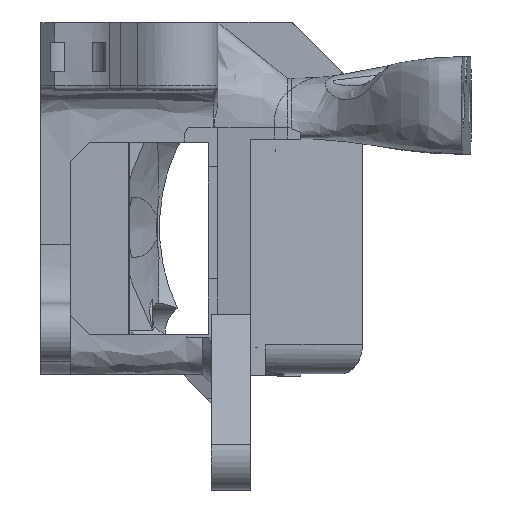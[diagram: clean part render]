
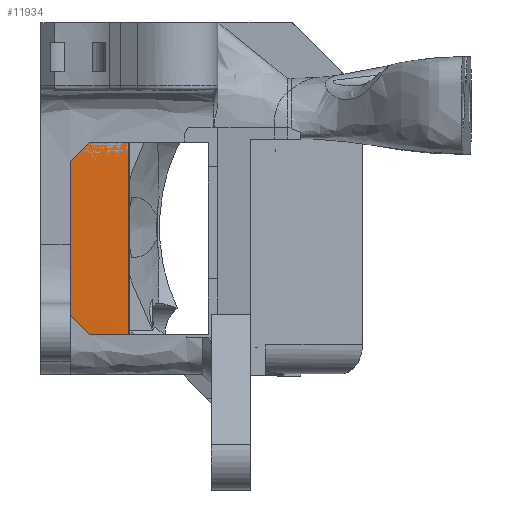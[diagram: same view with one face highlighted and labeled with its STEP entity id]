
A CAD part, left-side view. The second image highlights one B-rep face of the part: STEP entity #11934.
In plain terms, the highlighted free-form (B-spline) face has degree [3, 1] with [13, 2] control points.
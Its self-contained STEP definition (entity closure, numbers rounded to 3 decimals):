
#369=B_SPLINE_SURFACE_WITH_KNOTS('',3,1,((#31156,#31157),(#31158,#31159),
(#31160,#31161),(#31162,#31163),(#31164,#31165),(#31166,#31167),(#31168,
#31169),(#31170,#31171),(#31172,#31173),(#31174,#31175),(#31176,#31177),
(#31178,#31179),(#31180,#31181)),.UNSPECIFIED.,.F.,.F.,.F.,(4,3,3,3,4),
(2,2),(0.05,0.833,1.138,2.226,
3.142),(0.,0.6),.UNSPECIFIED.);
#993=B_SPLINE_CURVE_WITH_KNOTS('',3,(#30500,#30501,#30502,#30503,#30504,
#30505,#30506,#30507,#30508,#30509,#30510,#30511,#30512,#30513,#30514,#30515,
#30516,#30517,#30518,#30519,#30520,#30521,#30522,#30523,#30524,#30525,#30526,
#30527,#30528,#30529,#30530,#30531,#30532,#30533,#30534,#30535,#30536),
 .UNSPECIFIED.,.F.,.F.,(4,3,3,3,3,3,3,3,3,3,3,3,4),(-3.142,-2.975,
-2.817,-2.669,-2.529,-2.394,
-2.266,-2.226,-1.138,-1.07,
-1.038,-1.035,-0.05),.UNSPECIFIED.);
#1031=B_SPLINE_CURVE_WITH_KNOTS('',3,(#31185,#31186,#31187,#31188,#31189,
#31190,#31191,#31192,#31193,#31194,#31195,#31196,#31197,#31198,#31199,#31200,
#31201,#31202,#31203,#31204,#31205,#31206,#31207,#31208,#31209,#31210,#31211,
#31212,#31213,#31214,#31215,#31216,#31217,#31218),.UNSPECIFIED.,.F.,.F.,
(4,3,3,3,3,3,3,3,3,3,3,4),(0.05,0.594,0.798,
0.82,0.828,0.836,1.01,
1.086,1.122,1.139,2.226,3.142),
 .UNSPECIFIED.);
#1956=FACE_OUTER_BOUND('',#2642,.T.);
#2642=EDGE_LOOP('',(#10403,#10404,#10405,#10406));
#3395=LINE('',#31183,#4135);
#3396=LINE('',#31219,#4136);
#4135=VECTOR('',#14727,10.);
#4136=VECTOR('',#14728,10.);
#5500=VERTEX_POINT('',#30492);
#5501=VERTEX_POINT('',#30499);
#5588=VERTEX_POINT('',#31182);
#5589=VERTEX_POINT('',#31184);
#7173=EDGE_CURVE('',#5500,#5501,#993,.T.);
#7298=EDGE_CURVE('',#5500,#5588,#3395,.T.);
#7299=EDGE_CURVE('',#5589,#5588,#1031,.T.);
#7300=EDGE_CURVE('',#5501,#5589,#3396,.T.);
#10403=ORIENTED_EDGE('',*,*,#7173,.F.);
#10404=ORIENTED_EDGE('',*,*,#7298,.T.);
#10405=ORIENTED_EDGE('',*,*,#7299,.F.);
#10406=ORIENTED_EDGE('',*,*,#7300,.F.);
#11934=ADVANCED_FACE('',(#1956),#369,.T.);
#14727=DIRECTION('',(0.,-1.,0.));
#14728=DIRECTION('',(0.,-1.,0.));
#30492=CARTESIAN_POINT('',(138.075,146.15,90.103));
#30499=CARTESIAN_POINT('',(137.92,146.15,109.853));
#30500=CARTESIAN_POINT('Ctrl Pts',(138.075,146.15,90.103));
#30501=CARTESIAN_POINT('Ctrl Pts',(138.072,146.15,90.201));
#30502=CARTESIAN_POINT('Ctrl Pts',(138.069,146.15,90.302));
#30503=CARTESIAN_POINT('Ctrl Pts',(138.066,146.15,90.408));
#30504=CARTESIAN_POINT('Ctrl Pts',(138.063,146.15,90.508));
#30505=CARTESIAN_POINT('Ctrl Pts',(138.06,146.15,90.614));
#30506=CARTESIAN_POINT('Ctrl Pts',(138.058,146.15,90.726));
#30507=CARTESIAN_POINT('Ctrl Pts',(138.055,146.15,90.83));
#30508=CARTESIAN_POINT('Ctrl Pts',(138.053,146.15,90.94));
#30509=CARTESIAN_POINT('Ctrl Pts',(138.05,146.15,91.058));
#30510=CARTESIAN_POINT('Ctrl Pts',(138.048,146.15,91.17));
#30511=CARTESIAN_POINT('Ctrl Pts',(138.046,146.15,91.288));
#30512=CARTESIAN_POINT('Ctrl Pts',(138.043,146.15,91.414));
#30513=CARTESIAN_POINT('Ctrl Pts',(138.041,146.15,91.536));
#30514=CARTESIAN_POINT('Ctrl Pts',(138.039,146.15,91.665));
#30515=CARTESIAN_POINT('Ctrl Pts',(138.038,146.15,91.803));
#30516=CARTESIAN_POINT('Ctrl Pts',(138.036,146.15,91.934));
#30517=CARTESIAN_POINT('Ctrl Pts',(138.035,146.15,92.073));
#30518=CARTESIAN_POINT('Ctrl Pts',(138.033,146.15,92.22));
#30519=CARTESIAN_POINT('Ctrl Pts',(138.033,146.15,92.266));
#30520=CARTESIAN_POINT('Ctrl Pts',(138.033,146.15,92.313));
#30521=CARTESIAN_POINT('Ctrl Pts',(138.032,146.15,92.361));
#30522=CARTESIAN_POINT('Ctrl Pts',(138.024,146.15,93.661));
#30523=CARTESIAN_POINT('Ctrl Pts',(138.011,146.15,95.65));
#30524=CARTESIAN_POINT('Ctrl Pts',(137.99,146.15,99.012));
#30525=CARTESIAN_POINT('Ctrl Pts',(137.988,146.15,99.222));
#30526=CARTESIAN_POINT('Ctrl Pts',(137.987,146.15,99.437));
#30527=CARTESIAN_POINT('Ctrl Pts',(137.985,146.15,99.658));
#30528=CARTESIAN_POINT('Ctrl Pts',(137.985,146.15,99.762));
#30529=CARTESIAN_POINT('Ctrl Pts',(137.984,146.15,99.867));
#30530=CARTESIAN_POINT('Ctrl Pts',(137.983,146.15,99.973));
#30531=CARTESIAN_POINT('Ctrl Pts',(137.983,146.15,99.983));
#30532=CARTESIAN_POINT('Ctrl Pts',(137.983,146.15,99.993));
#30533=CARTESIAN_POINT('Ctrl Pts',(137.983,146.15,100.002));
#30534=CARTESIAN_POINT('Ctrl Pts',(137.962,146.15,103.286));
#30535=CARTESIAN_POINT('Ctrl Pts',(137.941,146.15,106.569));
#30536=CARTESIAN_POINT('Ctrl Pts',(137.92,146.15,109.853));
#31156=CARTESIAN_POINT('Ctrl Pts',(137.92,146.15,109.853));
#31157=CARTESIAN_POINT('Ctrl Pts',(137.92,140.15,109.853));
#31158=CARTESIAN_POINT('Ctrl Pts',(137.937,146.15,107.244));
#31159=CARTESIAN_POINT('Ctrl Pts',(137.937,140.15,107.244));
#31160=CARTESIAN_POINT('Ctrl Pts',(137.953,146.15,104.636));
#31161=CARTESIAN_POINT('Ctrl Pts',(137.953,140.15,104.636));
#31162=CARTESIAN_POINT('Ctrl Pts',(137.97,146.15,102.027));
#31163=CARTESIAN_POINT('Ctrl Pts',(137.97,140.15,102.027));
#31164=CARTESIAN_POINT('Ctrl Pts',(137.977,146.15,101.01));
#31165=CARTESIAN_POINT('Ctrl Pts',(137.977,140.15,101.01));
#31166=CARTESIAN_POINT('Ctrl Pts',(137.984,146.15,99.955));
#31167=CARTESIAN_POINT('Ctrl Pts',(137.984,140.15,99.955));
#31168=CARTESIAN_POINT('Ctrl Pts',(137.99,146.15,99.012));
#31169=CARTESIAN_POINT('Ctrl Pts',(137.99,140.15,99.012));
#31170=CARTESIAN_POINT('Ctrl Pts',(138.011,146.15,95.65));
#31171=CARTESIAN_POINT('Ctrl Pts',(138.011,140.15,95.65));
#31172=CARTESIAN_POINT('Ctrl Pts',(138.024,146.15,93.661));
#31173=CARTESIAN_POINT('Ctrl Pts',(138.024,140.15,93.661));
#31174=CARTESIAN_POINT('Ctrl Pts',(138.032,146.15,92.361));
#31175=CARTESIAN_POINT('Ctrl Pts',(138.032,140.15,92.361));
#31176=CARTESIAN_POINT('Ctrl Pts',(138.039,146.15,91.266));
#31177=CARTESIAN_POINT('Ctrl Pts',(138.039,140.15,91.266));
#31178=CARTESIAN_POINT('Ctrl Pts',(138.058,146.15,90.644));
#31179=CARTESIAN_POINT('Ctrl Pts',(138.058,140.15,90.644));
#31180=CARTESIAN_POINT('Ctrl Pts',(138.075,146.15,90.103));
#31181=CARTESIAN_POINT('Ctrl Pts',(138.075,140.15,90.103));
#31182=CARTESIAN_POINT('',(138.075,140.15,90.103));
#31183=CARTESIAN_POINT('',(138.075,146.15,90.103));
#31184=CARTESIAN_POINT('',(137.92,140.15,109.853));
#31185=CARTESIAN_POINT('Ctrl Pts',(137.92,140.15,109.853));
#31186=CARTESIAN_POINT('Ctrl Pts',(137.932,140.15,108.04));
#31187=CARTESIAN_POINT('Ctrl Pts',(137.943,140.15,106.227));
#31188=CARTESIAN_POINT('Ctrl Pts',(137.955,140.15,104.414));
#31189=CARTESIAN_POINT('Ctrl Pts',(137.959,140.15,103.734));
#31190=CARTESIAN_POINT('Ctrl Pts',(137.964,140.15,103.054));
#31191=CARTESIAN_POINT('Ctrl Pts',(137.968,140.15,102.374));
#31192=CARTESIAN_POINT('Ctrl Pts',(137.968,140.15,102.299));
#31193=CARTESIAN_POINT('Ctrl Pts',(137.969,140.15,102.225));
#31194=CARTESIAN_POINT('Ctrl Pts',(137.969,140.15,102.151));
#31195=CARTESIAN_POINT('Ctrl Pts',(137.97,140.15,102.123));
#31196=CARTESIAN_POINT('Ctrl Pts',(137.97,140.15,102.096));
#31197=CARTESIAN_POINT('Ctrl Pts',(137.97,140.15,102.068));
#31198=CARTESIAN_POINT('Ctrl Pts',(137.97,140.15,102.042));
#31199=CARTESIAN_POINT('Ctrl Pts',(137.97,140.15,102.016));
#31200=CARTESIAN_POINT('Ctrl Pts',(137.97,140.15,101.991));
#31201=CARTESIAN_POINT('Ctrl Pts',(137.974,140.15,101.411));
#31202=CARTESIAN_POINT('Ctrl Pts',(137.978,140.15,100.82));
#31203=CARTESIAN_POINT('Ctrl Pts',(137.982,140.15,100.246));
#31204=CARTESIAN_POINT('Ctrl Pts',(137.983,140.15,99.994));
#31205=CARTESIAN_POINT('Ctrl Pts',(137.985,140.15,99.746));
#31206=CARTESIAN_POINT('Ctrl Pts',(137.986,140.15,99.502));
#31207=CARTESIAN_POINT('Ctrl Pts',(137.987,140.15,99.388));
#31208=CARTESIAN_POINT('Ctrl Pts',(137.988,140.15,99.276));
#31209=CARTESIAN_POINT('Ctrl Pts',(137.989,140.15,99.164));
#31210=CARTESIAN_POINT('Ctrl Pts',(137.989,140.15,99.111));
#31211=CARTESIAN_POINT('Ctrl Pts',(137.989,140.15,99.057));
#31212=CARTESIAN_POINT('Ctrl Pts',(137.99,140.15,99.004));
#31213=CARTESIAN_POINT('Ctrl Pts',(138.011,140.15,95.647));
#31214=CARTESIAN_POINT('Ctrl Pts',(138.024,140.15,93.66));
#31215=CARTESIAN_POINT('Ctrl Pts',(138.032,140.15,92.361));
#31216=CARTESIAN_POINT('Ctrl Pts',(138.039,140.15,91.266));
#31217=CARTESIAN_POINT('Ctrl Pts',(138.058,140.15,90.644));
#31218=CARTESIAN_POINT('Ctrl Pts',(138.075,140.15,90.103));
#31219=CARTESIAN_POINT('',(137.92,146.15,109.853));
